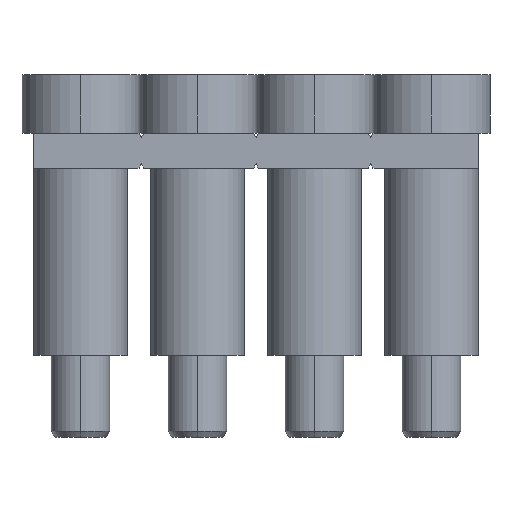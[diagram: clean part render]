
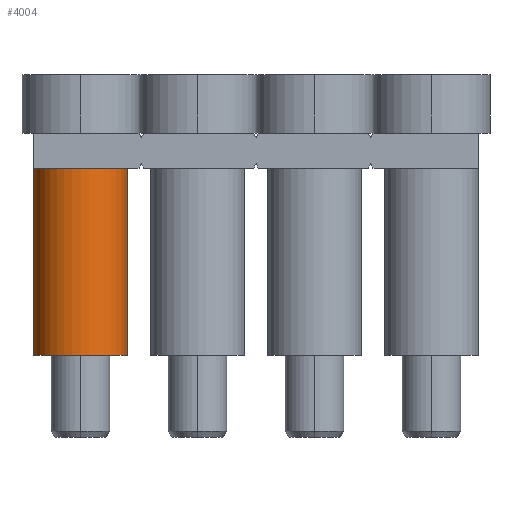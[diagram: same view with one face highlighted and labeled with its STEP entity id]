
A CAD part, front view. The second image highlights one B-rep face of the part: STEP entity #4004.
In plain terms, the highlighted cylindrical face has radius 2 mm (diameter 4 mm), a partial arc.
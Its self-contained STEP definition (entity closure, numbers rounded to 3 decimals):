
#90 = DIRECTION ( 'NONE',  ( 1., 0., 0. ) ) ;
#94 = CARTESIAN_POINT ( 'NONE',  ( -7.683, -0.626, -8.262 ) ) ;
#130 = DIRECTION ( 'NONE',  ( 0., 0., 1. ) ) ;
#138 = CARTESIAN_POINT ( 'NONE',  ( -7.683, -0.626, -0.262 ) ) ;
#249 = DIRECTION ( 'NONE',  ( 0., 0., -1. ) ) ;
#384 = CARTESIAN_POINT ( 'NONE',  ( -5.683, -0.626, -0.262 ) ) ;
#399 = DIRECTION ( 'NONE',  ( 0., 0., -1. ) ) ;
#1171 = CARTESIAN_POINT ( 'NONE',  ( -9.683, -0.626, -8.262 ) ) ;
#1442 = CARTESIAN_POINT ( 'NONE',  ( -5.683, -0.626, -8.262 ) ) ;
#1606 = FACE_OUTER_BOUND ( 'NONE', #2433, .T. ) ;
#1712 = VECTOR ( 'NONE', #249, 1000. ) ;
#1738 = LINE ( 'NONE', #3618, #1712 ) ;
#2433 = EDGE_LOOP ( 'NONE', ( #2900, #6520, #6529, #6543 ) ) ;
#2584 = DIRECTION ( 'NONE',  ( -1., 0., 0. ) ) ;
#2670 = CARTESIAN_POINT ( 'NONE',  ( -7.683, -0.626, -0.262 ) ) ;
#2741 = DIRECTION ( 'NONE',  ( 0., 0., -1. ) ) ;
#2766 = DIRECTION ( 'NONE',  ( 0., 0., 1. ) ) ;
#2900 = ORIENTED_EDGE ( 'NONE', *, *, #5191, .F. ) ;
#3098 = DIRECTION ( 'NONE',  ( 1., 0., 0. ) ) ;
#3409 = CYLINDRICAL_SURFACE ( 'NONE', #8706, 2. ) ;
#3618 = CARTESIAN_POINT ( 'NONE',  ( -9.683, -0.626, -0.262 ) ) ;
#4004 = ADVANCED_FACE ( 'NONE', ( #1606 ), #3409, .T. ) ;
#5191 = EDGE_CURVE ( 'NONE', #6606, #7336, #10152, .T. ) ;
#5221 = EDGE_CURVE ( 'NONE', #6688, #7410, #1738, .T. ) ;
#5224 = EDGE_CURVE ( 'NONE', #6688, #6606, #6020, .T. ) ;
#5243 = EDGE_CURVE ( 'NONE', #7410, #7336, #8999, .T. ) ;
#5919 = CARTESIAN_POINT ( 'NONE',  ( -9.683, -0.626, -0.262 ) ) ;
#6020 = CIRCLE ( 'NONE', #7345, 2. ) ;
#6462 = VECTOR ( 'NONE', #399, 1000. ) ;
#6520 = ORIENTED_EDGE ( 'NONE', *, *, #5224, .F. ) ;
#6529 = ORIENTED_EDGE ( 'NONE', *, *, #5221, .T. ) ;
#6543 = ORIENTED_EDGE ( 'NONE', *, *, #5243, .T. ) ;
#6606 = VERTEX_POINT ( 'NONE', #7000 ) ;
#6688 = VERTEX_POINT ( 'NONE', #5919 ) ;
#7000 = CARTESIAN_POINT ( 'NONE',  ( -5.683, -0.626, -0.262 ) ) ;
#7330 = AXIS2_PLACEMENT_3D ( 'NONE', #94, #2766, #90 ) ;
#7336 = VERTEX_POINT ( 'NONE', #1442 ) ;
#7345 = AXIS2_PLACEMENT_3D ( 'NONE', #138, #130, #3098 ) ;
#7410 = VERTEX_POINT ( 'NONE', #1171 ) ;
#8706 = AXIS2_PLACEMENT_3D ( 'NONE', #2670, #2741, #2584 ) ;
#8999 = CIRCLE ( 'NONE', #7330, 2. ) ;
#10152 = LINE ( 'NONE', #384, #6462 ) ;
